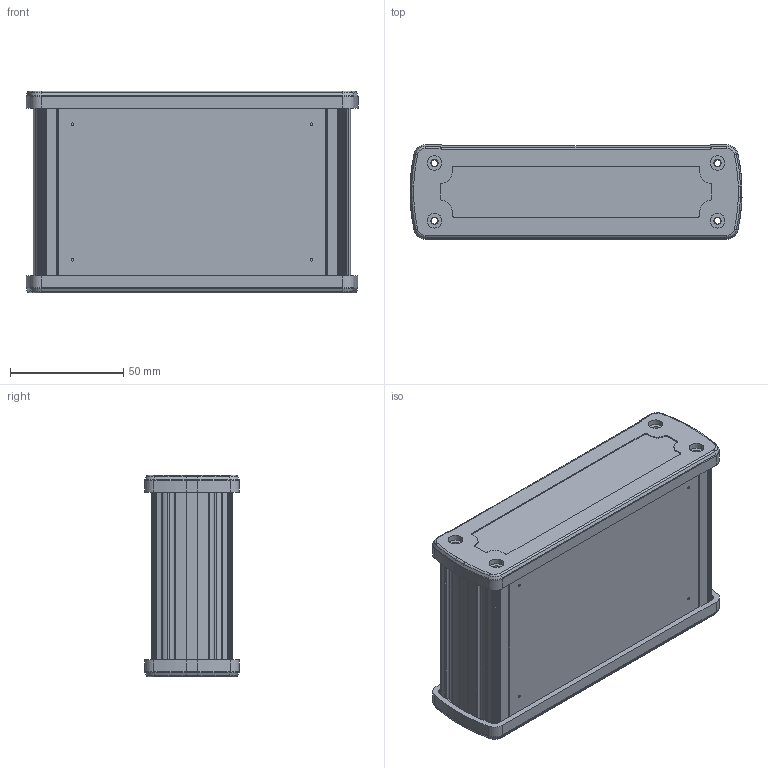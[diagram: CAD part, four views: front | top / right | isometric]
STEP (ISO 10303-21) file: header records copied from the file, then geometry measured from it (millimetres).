
FILE_DESCRIPTION (( 'STEP AP214' ), '1' );
FILE_NAME ('ALUG706080-XXX.STEP', '2015-07-11T07:04:43', ( 'AsusUser' ), ( '' ), 'SwSTEP 2.0', 'SolidWorks 2014', '' );
FILE_SCHEMA (( 'AUTOMOTIVE_DESIGN' ));
Length unit declared in the file: millimetre
Products named in the file (3): ALUG706080-BODY; ALUG706080-XXX; ALUG706-PANEL
Assembly tree (3 placements, depth 2):
  ALUG706080-XXX
    ALUG706080-BODY
    ALUG706-PANEL  x2
Bounding box: 146.6 x 41.6 x 89 mm (x, y, z)
Volume: 116143.4 mm3; surface area: 99170.2 mm2
Topology: 3 solids, 3 shells, 738 faces, 1888 edges, 1168 vertices
Faces by surface type: cylinder 362, plane 264, torus 80, cone 16, sphere 16
Entity records: 15250 total; most frequent: DIRECTION 2740, CARTESIAN_POINT 2714, ORIENTED_EDGE 2568, EDGE_CURVE 1284, AXIS2_PLACEMENT_3D 994, VERTEX_POINT 816, VECTOR 752, LINE 752
